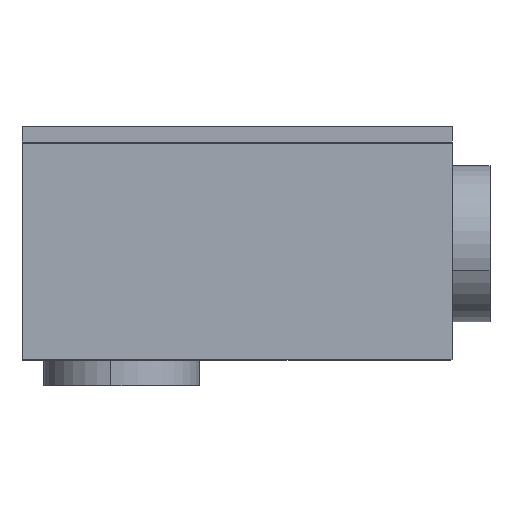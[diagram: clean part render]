
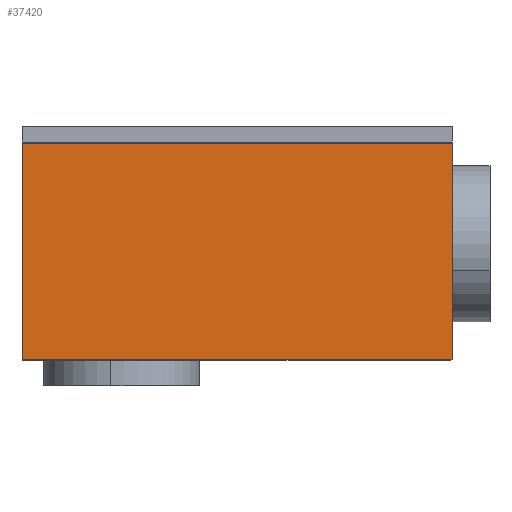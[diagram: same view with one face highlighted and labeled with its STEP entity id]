
A CAD part, left-side view. The second image highlights one B-rep face of the part: STEP entity #37420.
In plain terms, the highlighted planar face has unit normal (-1, 0, 0).
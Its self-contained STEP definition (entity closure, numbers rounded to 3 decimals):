
#2010=CARTESIAN_POINT('',(-778.5,221.683,
-30.));
#2020=VERTEX_POINT('',#2010);
#2050=CARTESIAN_POINT('',(-778.5,221.683,
-31.));
#2060=DIRECTION('',(0.,0.,1.));
#2070=VECTOR('',#2060,1.);
#2080=LINE('',#2050,#2070);
#2090=CARTESIAN_POINT('',(-778.5,221.683,
-30.1));
#2100=VERTEX_POINT('',#2090);
#2110=EDGE_CURVE('',#2100,#2020,#2080,.T.);
#4270=CARTESIAN_POINT('',(-778.5,437.5,
-30.));
#4280=VERTEX_POINT('',#4270);
#4330=CARTESIAN_POINT('',(-778.5,437.5,
441.5));
#4340=DIRECTION('',(0.,0.,1.));
#4350=VECTOR('',#4340,1.);
#4360=LINE('',#4330,#4350);
#4370=CARTESIAN_POINT('',(-778.5,437.5,
-30.1));
#4380=VERTEX_POINT('',#4370);
#4390=EDGE_CURVE('',#4380,#4280,#4360,.T.);
#7620=CARTESIAN_POINT('',(-778.5,-221.683,
-30.1));
#7630=VERTEX_POINT('',#7620);
#7660=CARTESIAN_POINT('',(-778.5,-221.683,
-31.));
#7670=DIRECTION('',(0.,0.,1.));
#7680=VECTOR('',#7670,1.);
#7690=LINE('',#7660,#7680);
#7700=CARTESIAN_POINT('',(-778.5,-221.683,
-30.));
#7710=VERTEX_POINT('',#7700);
#7720=EDGE_CURVE('',#7630,#7710,#7690,.T.);
#8340=CARTESIAN_POINT('',(-778.5,-318.317,
-30.));
#8350=VERTEX_POINT('',#8340);
#8380=CARTESIAN_POINT('',(-778.5,-318.317,
-31.));
#8390=DIRECTION('',(0.,0.,1.));
#8400=VECTOR('',#8390,1.);
#8410=LINE('',#8380,#8400);
#8420=CARTESIAN_POINT('',(-778.5,-318.317,
-30.1));
#8430=VERTEX_POINT('',#8420);
#8440=EDGE_CURVE('',#8430,#8350,#8410,.T.);
#9060=CARTESIAN_POINT('',(-778.5,318.317,
-30.1));
#9070=VERTEX_POINT('',#9060);
#9100=CARTESIAN_POINT('',(-778.5,318.317,
-31.));
#9110=DIRECTION('',(0.,0.,1.));
#9120=VECTOR('',#9110,1.);
#9130=LINE('',#9100,#9120);
#9140=CARTESIAN_POINT('',(-778.5,318.317,
-30.));
#9150=VERTEX_POINT('',#9140);
#9160=EDGE_CURVE('',#9070,#9150,#9130,.T.);
#11220=CARTESIAN_POINT('',(-778.5,-427.,
-30.1));
#11230=VERTEX_POINT('',#11220);
#11260=CARTESIAN_POINT('',(-778.5,-427.,
441.5));
#11270=DIRECTION('',(0.,0.,-1.));
#11280=VECTOR('',#11270,1.);
#11290=LINE('',#11260,#11280);
#11300=CARTESIAN_POINT('',(-778.5,-427.,
-30.));
#11310=VERTEX_POINT('',#11300);
#11320=EDGE_CURVE('',#11310,#11230,#11290,.T.);
#15350=CARTESIAN_POINT('',(-778.5,4.5,
-30.));
#15360=DIRECTION('',(0.,1.,0.));
#15370=VECTOR('',#15360,1.);
#15380=LINE('',#15350,#15370);
#15390=EDGE_CURVE('',#2020,#9150,#15380,.T.);
#15780=CARTESIAN_POINT('',(-778.5,4.5,
-30.));
#15790=DIRECTION('',(0.,1.,0.));
#15800=VECTOR('',#15790,1.);
#15810=LINE('',#15780,#15800);
#15820=EDGE_CURVE('',#8350,#7710,#15810,.T.);
#16210=CARTESIAN_POINT('',(-778.5,533.55,
-30.1));
#16220=DIRECTION('',(0.,-1.,0.));
#16230=VECTOR('',#16220,1.);
#16240=LINE('',#16210,#16230);
#16250=EDGE_CURVE('',#4380,#9070,#16240,.T.);
#16300=EDGE_CURVE('',#2100,#7630,#16240,.T.);
#16350=EDGE_CURVE('',#8430,#11230,#16240,.T.);
#17330=CARTESIAN_POINT('',(-778.5,439.,
408.));
#17340=VERTEX_POINT('',#17330);
#17370=CARTESIAN_POINT('',(-778.5,439.,
441.5));
#17380=DIRECTION('',(0.,0.,1.));
#17390=VECTOR('',#17380,1.);
#17400=LINE('',#17370,#17390);
#17410=CARTESIAN_POINT('',(-778.5,439.,
-30.));
#17420=VERTEX_POINT('',#17410);
#17430=EDGE_CURVE('',#17420,#17340,#17400,.T.);
#23110=CARTESIAN_POINT('',(-778.5,4.5,
408.));
#23120=DIRECTION('',(0.,-1.,0.));
#23130=VECTOR('',#23120,1.);
#23140=LINE('',#23110,#23130);
#23150=CARTESIAN_POINT('',(-778.5,-430.,
408.));
#23160=VERTEX_POINT('',#23150);
#23170=EDGE_CURVE('',#17340,#23160,#23140,.T.);
#24590=CARTESIAN_POINT('',(-778.5,4.5,
-30.));
#24600=DIRECTION('',(0.,1.,0.));
#24610=VECTOR('',#24600,1.);
#24620=LINE('',#24590,#24610);
#24630=EDGE_CURVE('',#4280,#17420,#24620,.T.);
#28480=CARTESIAN_POINT('',(-778.5,4.5,
-30.));
#28490=DIRECTION('',(0.,1.,0.));
#28500=VECTOR('',#28490,1.);
#28510=LINE('',#28480,#28500);
#28520=CARTESIAN_POINT('',(-778.5,-430.,
-30.));
#28530=VERTEX_POINT('',#28520);
#28540=EDGE_CURVE('',#28530,#11310,#28510,.T.);
#37140=CARTESIAN_POINT('',(-778.5,-430.,
441.5));
#37150=DIRECTION('',(1.,0.,0.));
#37160=DIRECTION('',(0.,0.,-1.));
#37170=AXIS2_PLACEMENT_3D('',#37140,#37150,#37160);
#37180=PLANE('',#37170);
#37190=CARTESIAN_POINT('',(-778.5,-430.,
441.5));
#37200=DIRECTION('',(0.,0.,-1.));
#37210=VECTOR('',#37200,1.);
#37220=LINE('',#37190,#37210);
#37230=EDGE_CURVE('',#23160,#28530,#37220,.T.);
#37240=ORIENTED_EDGE('',*,*,#37230,.F.);
#37250=ORIENTED_EDGE('',*,*,#28540,.F.);
#37260=ORIENTED_EDGE('',*,*,#11320,.F.);
#37270=ORIENTED_EDGE('',*,*,#16350,.T.);
#37280=ORIENTED_EDGE('',*,*,#8440,.F.);
#37290=ORIENTED_EDGE('',*,*,#15820,.F.);
#37300=ORIENTED_EDGE('',*,*,#7720,.T.);
#37310=ORIENTED_EDGE('',*,*,#16300,.T.);
#37320=ORIENTED_EDGE('',*,*,#2110,.F.);
#37330=ORIENTED_EDGE('',*,*,#15390,.F.);
#37340=ORIENTED_EDGE('',*,*,#9160,.T.);
#37350=ORIENTED_EDGE('',*,*,#16250,.T.);
#37360=ORIENTED_EDGE('',*,*,#4390,.F.);
#37370=ORIENTED_EDGE('',*,*,#24630,.F.);
#37380=ORIENTED_EDGE('',*,*,#17430,.F.);
#37390=ORIENTED_EDGE('',*,*,#23170,.F.);
#37400=EDGE_LOOP('',(#37390,#37380,#37370,#37360,#37350,#37340,#37330,
#37320,#37310,#37300,#37290,#37280,#37270,#37260,#37250,#37240));
#37410=FACE_OUTER_BOUND('',#37400,.T.);
#37420=ADVANCED_FACE('',(#37410),#37180,.F.);
